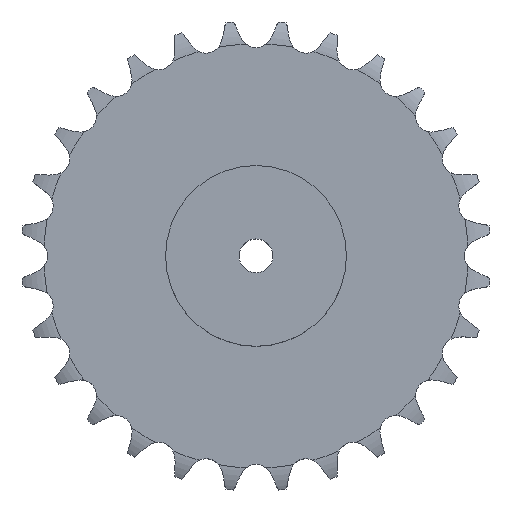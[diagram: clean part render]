
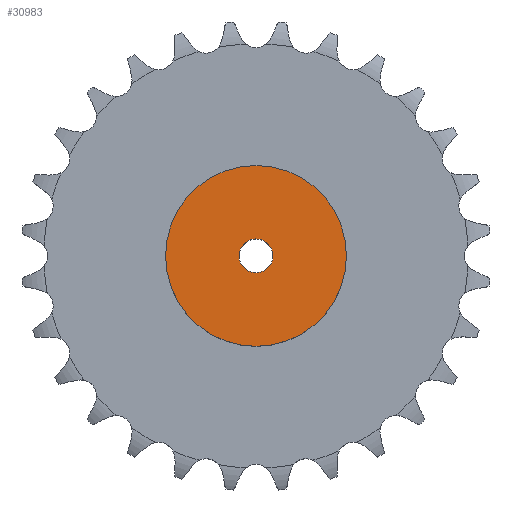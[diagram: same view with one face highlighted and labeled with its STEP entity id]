
A CAD part, top view. The second image highlights one B-rep face of the part: STEP entity #30983.
In plain terms, the highlighted planar face has unit normal (0, 0, 1).
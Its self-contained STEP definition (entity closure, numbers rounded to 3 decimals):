
#3705 = CYLINDRICAL_SURFACE('',#3706,80.);
#3706 = AXIS2_PLACEMENT_3D('',#3707,#3708,#3709);
#3707 = CARTESIAN_POINT('',(0.,0.,0.));
#3708 = DIRECTION('',(-0.,-0.,-1.));
#3709 = DIRECTION('',(1.,0.,0.));
#19670 = VERTEX_POINT('',#19671);
#19671 = CARTESIAN_POINT('',(80.,0.,75.));
#19692 = EDGE_CURVE('',#19670,#19670,#19693,.T.);
#19693 = SURFACE_CURVE('',#19694,(#19699,#19706),.PCURVE_S1.);
#19694 = CIRCLE('',#19695,80.);
#19695 = AXIS2_PLACEMENT_3D('',#19696,#19697,#19698);
#19696 = CARTESIAN_POINT('',(0.,0.,75.));
#19697 = DIRECTION('',(0.,0.,1.));
#19698 = DIRECTION('',(1.,0.,0.));
#19699 = PCURVE('',#3705,#19700);
#19700 = DEFINITIONAL_REPRESENTATION('',(#19701),#19705);
#19701 = LINE('',#19702,#19703);
#19702 = CARTESIAN_POINT('',(-0.,-75.));
#19703 = VECTOR('',#19704,1.);
#19704 = DIRECTION('',(-1.,0.));
#19705 = ( GEOMETRIC_REPRESENTATION_CONTEXT(2) 
PARAMETRIC_REPRESENTATION_CONTEXT() REPRESENTATION_CONTEXT('2D SPACE',''
  ) );
#19706 = PCURVE('',#19707,#19712);
#19707 = PLANE('',#19708);
#19708 = AXIS2_PLACEMENT_3D('',#19709,#19710,#19711);
#19709 = CARTESIAN_POINT('',(0.,0.,75.)
  );
#19710 = DIRECTION('',(0.,0.,1.));
#19711 = DIRECTION('',(1.,0.,0.));
#19712 = DEFINITIONAL_REPRESENTATION('',(#19713),#19717);
#19713 = CIRCLE('',#19714,80.);
#19714 = AXIS2_PLACEMENT_2D('',#19715,#19716);
#19715 = CARTESIAN_POINT('',(0.,0.));
#19716 = DIRECTION('',(1.,0.));
#19717 = ( GEOMETRIC_REPRESENTATION_CONTEXT(2) 
PARAMETRIC_REPRESENTATION_CONTEXT() REPRESENTATION_CONTEXT('2D SPACE',''
  ) );
#26409 = CYLINDRICAL_SURFACE('',#26410,15.);
#26410 = AXIS2_PLACEMENT_3D('',#26411,#26412,#26413);
#26411 = CARTESIAN_POINT('',(0.,0.,630.496));
#26412 = DIRECTION('',(0.,0.,1.));
#26413 = DIRECTION('',(1.,0.,0.));
#30983 = ADVANCED_FACE('',(#30984,#30987),#19707,.T.);
#30984 = FACE_BOUND('',#30985,.T.);
#30985 = EDGE_LOOP('',(#30986));
#30986 = ORIENTED_EDGE('',*,*,#19692,.T.);
#30987 = FACE_BOUND('',#30988,.T.);
#30988 = EDGE_LOOP('',(#30989));
#30989 = ORIENTED_EDGE('',*,*,#30990,.F.);
#30990 = EDGE_CURVE('',#30991,#30991,#30993,.T.);
#30991 = VERTEX_POINT('',#30992);
#30992 = CARTESIAN_POINT('',(15.,0.,75.));
#30993 = SURFACE_CURVE('',#30994,(#30999,#31006),.PCURVE_S1.);
#30994 = CIRCLE('',#30995,15.);
#30995 = AXIS2_PLACEMENT_3D('',#30996,#30997,#30998);
#30996 = CARTESIAN_POINT('',(0.,0.,75.));
#30997 = DIRECTION('',(0.,0.,1.));
#30998 = DIRECTION('',(1.,0.,0.));
#30999 = PCURVE('',#19707,#31000);
#31000 = DEFINITIONAL_REPRESENTATION('',(#31001),#31005);
#31001 = CIRCLE('',#31002,15.);
#31002 = AXIS2_PLACEMENT_2D('',#31003,#31004);
#31003 = CARTESIAN_POINT('',(0.,0.));
#31004 = DIRECTION('',(1.,0.));
#31005 = ( GEOMETRIC_REPRESENTATION_CONTEXT(2) 
PARAMETRIC_REPRESENTATION_CONTEXT() REPRESENTATION_CONTEXT('2D SPACE',''
  ) );
#31006 = PCURVE('',#26409,#31007);
#31007 = DEFINITIONAL_REPRESENTATION('',(#31008),#31012);
#31008 = LINE('',#31009,#31010);
#31009 = CARTESIAN_POINT('',(0.,-555.496));
#31010 = VECTOR('',#31011,1.);
#31011 = DIRECTION('',(1.,0.));
#31012 = ( GEOMETRIC_REPRESENTATION_CONTEXT(2) 
PARAMETRIC_REPRESENTATION_CONTEXT() REPRESENTATION_CONTEXT('2D SPACE',''
  ) );
